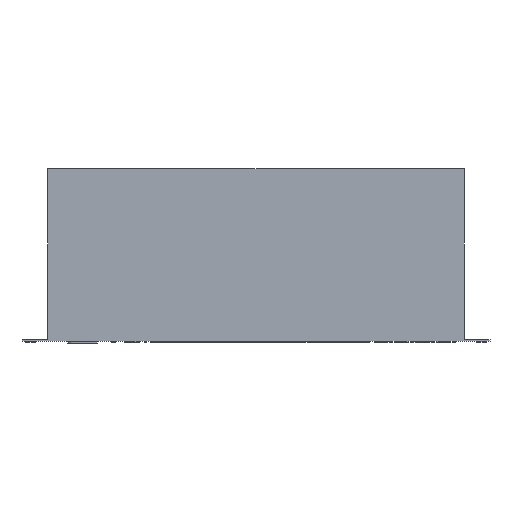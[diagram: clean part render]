
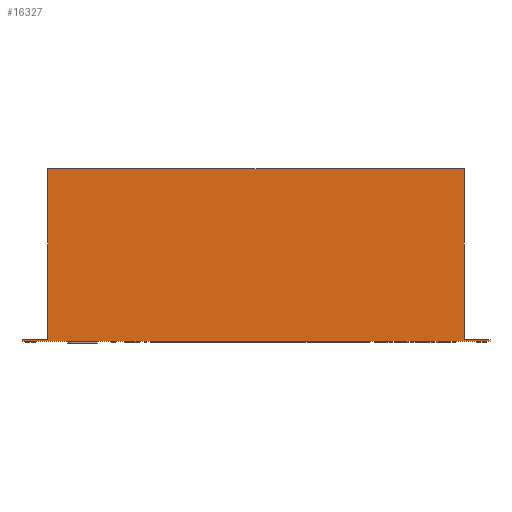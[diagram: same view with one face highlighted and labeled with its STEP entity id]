
A CAD part, front view. The second image highlights one B-rep face of the part: STEP entity #16327.
In plain terms, the highlighted planar face has unit normal (0, -1, 0).
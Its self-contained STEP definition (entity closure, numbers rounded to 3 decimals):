
#35 = CARTESIAN_POINT ( 'NONE',  ( 0., 0., 1.9 ) ) ;
#1091 = DIRECTION ( 'NONE',  ( 0., -1., 0. ) ) ;
#1164 = ORIENTED_EDGE ( 'NONE', *, *, #8906, .F. ) ;
#1498 = CARTESIAN_POINT ( 'NONE',  ( 430., 0., 1.9 ) ) ;
#1588 = CARTESIAN_POINT ( 'NONE',  ( 456.3, 0., -0.1 ) ) ;
#1691 = ORIENTED_EDGE ( 'NONE', *, *, #9308, .T. ) ;
#1827 = CARTESIAN_POINT ( 'NONE',  ( 456.3, 0., 1.9 ) ) ;
#2030 = CARTESIAN_POINT ( 'NONE',  ( 430., 0., -0.1 ) ) ;
#2343 = VERTEX_POINT ( 'NONE', #1498 ) ;
#2938 = VERTEX_POINT ( 'NONE', #13463 ) ;
#3018 = DIRECTION ( 'NONE',  ( 1., 0., 0. ) ) ;
#3099 = EDGE_CURVE ( 'NONE', #2343, #14517, #16433, .T. ) ;
#3105 = CARTESIAN_POINT ( 'NONE',  ( 430., 0., 1.9 ) ) ;
#3142 = ORIENTED_EDGE ( 'NONE', *, *, #11216, .T. ) ;
#3307 = EDGE_CURVE ( 'NONE', #14911, #10429, #5252, .T. ) ;
#3417 = VERTEX_POINT ( 'NONE', #1588 ) ;
#3713 = LINE ( 'NONE', #6397, #12672 ) ;
#3992 = LINE ( 'NONE', #9040, #16291 ) ;
#4927 = FACE_OUTER_BOUND ( 'NONE', #11433, .T. ) ;
#4979 = VECTOR ( 'NONE', #15247, 1000. ) ;
#5073 = CARTESIAN_POINT ( 'NONE',  ( 0., 0., -0.1 ) ) ;
#5100 = DIRECTION ( 'NONE',  ( 0., 0., -1. ) ) ;
#5207 = VECTOR ( 'NONE', #12492, 1000. ) ;
#5252 = LINE ( 'NONE', #5073, #14720 ) ;
#6397 = CARTESIAN_POINT ( 'NONE',  ( -26.3, 0., 1.9 ) ) ;
#7059 = AXIS2_PLACEMENT_3D ( 'NONE', #15556, #1091, #7619 ) ;
#7060 = LINE ( 'NONE', #1827, #4979 ) ;
#7507 = ORIENTED_EDGE ( 'NONE', *, *, #12577, .T. ) ;
#7619 = DIRECTION ( 'NONE',  ( 0., 0., -1. ) ) ;
#7893 = VECTOR ( 'NONE', #13083, 1000. ) ;
#8260 = CARTESIAN_POINT ( 'NONE',  ( -26.3, 0., -0.1 ) ) ;
#8485 = CARTESIAN_POINT ( 'NONE',  ( 0., 0., -0.1 ) ) ;
#8783 = CARTESIAN_POINT ( 'NONE',  ( 456.3, 0., 1.9 ) ) ;
#8906 = EDGE_CURVE ( 'NONE', #10429, #12260, #3992, .T. ) ;
#9040 = CARTESIAN_POINT ( 'NONE',  ( 0., 0., 178.2 ) ) ;
#9079 = VECTOR ( 'NONE', #13967, 1000. ) ;
#9302 = DIRECTION ( 'NONE',  ( 1., 0., 0. ) ) ;
#9308 = EDGE_CURVE ( 'NONE', #2938, #14670, #3713, .T. ) ;
#10429 = VERTEX_POINT ( 'NONE', #16621 ) ;
#11216 = EDGE_CURVE ( 'NONE', #2343, #12260, #14130, .T. ) ;
#11229 = CARTESIAN_POINT ( 'NONE',  ( 0., 0., 1.9 ) ) ;
#11433 = EDGE_LOOP ( 'NONE', ( #7507, #13708, #14021, #3142, #1164, #14698, #17090, #1691 ) ) ;
#11633 = CARTESIAN_POINT ( 'NONE',  ( 430., 0., 178.2 ) ) ;
#11958 = LINE ( 'NONE', #35, #7893 ) ;
#12260 = VERTEX_POINT ( 'NONE', #11633 ) ;
#12492 = DIRECTION ( 'NONE',  ( 0., 0., 1. ) ) ;
#12577 = EDGE_CURVE ( 'NONE', #14670, #3417, #15108, .T. ) ;
#12672 = VECTOR ( 'NONE', #5100, 1000. ) ;
#12770 = VECTOR ( 'NONE', #3018, 1000. ) ;
#13083 = DIRECTION ( 'NONE',  ( -1., 0., 0. ) ) ;
#13463 = CARTESIAN_POINT ( 'NONE',  ( -26.3, 0., 1.9 ) ) ;
#13708 = ORIENTED_EDGE ( 'NONE', *, *, #14463, .F. ) ;
#13967 = DIRECTION ( 'NONE',  ( 1., 0., 0. ) ) ;
#14021 = ORIENTED_EDGE ( 'NONE', *, *, #3099, .F. ) ;
#14130 = LINE ( 'NONE', #2030, #5207 ) ;
#14248 = PLANE ( 'NONE',  #7059 ) ;
#14463 = EDGE_CURVE ( 'NONE', #14517, #3417, #7060, .T. ) ;
#14517 = VERTEX_POINT ( 'NONE', #8783 ) ;
#14657 = DIRECTION ( 'NONE',  ( 0., 0., 1. ) ) ;
#14670 = VERTEX_POINT ( 'NONE', #8260 ) ;
#14698 = ORIENTED_EDGE ( 'NONE', *, *, #3307, .F. ) ;
#14720 = VECTOR ( 'NONE', #14657, 1000. ) ;
#14911 = VERTEX_POINT ( 'NONE', #11229 ) ;
#15108 = LINE ( 'NONE', #8485, #9079 ) ;
#15247 = DIRECTION ( 'NONE',  ( 0., 0., -1. ) ) ;
#15556 = CARTESIAN_POINT ( 'NONE',  ( 0., 0., -0.1 ) ) ;
#16291 = VECTOR ( 'NONE', #9302, 1000. ) ;
#16327 = ADVANCED_FACE ( 'NONE', ( #4927 ), #14248, .T. ) ;
#16433 = LINE ( 'NONE', #3105, #12770 ) ;
#16621 = CARTESIAN_POINT ( 'NONE',  ( 0., 0., 178.2 ) ) ;
#16850 = EDGE_CURVE ( 'NONE', #14911, #2938, #11958, .T. ) ;
#17090 = ORIENTED_EDGE ( 'NONE', *, *, #16850, .T. ) ;
